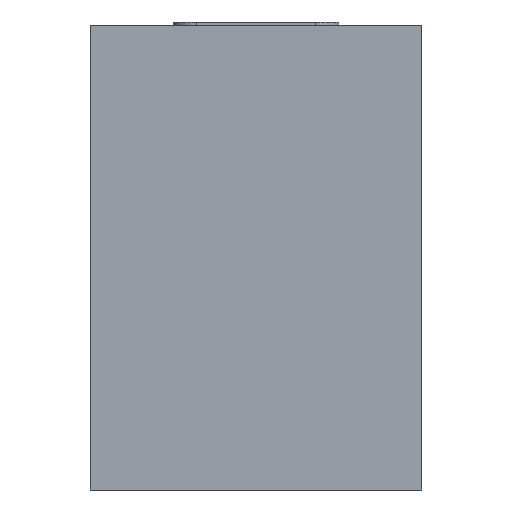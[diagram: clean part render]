
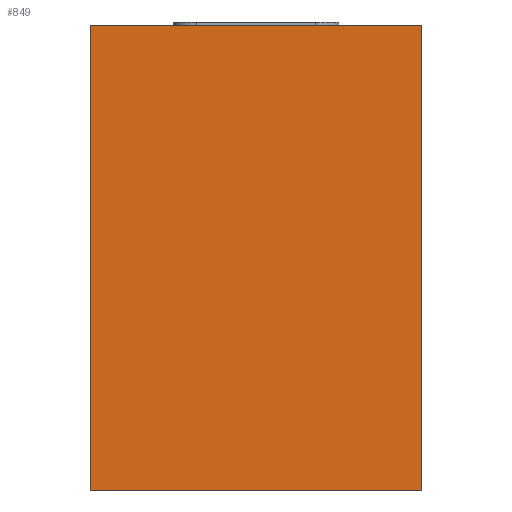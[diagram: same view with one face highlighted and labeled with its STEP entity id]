
A CAD part, left-side view. The second image highlights one B-rep face of the part: STEP entity #849.
In plain terms, the highlighted planar face has unit normal (-1, 0, 0).
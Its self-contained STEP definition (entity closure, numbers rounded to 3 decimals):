
#23=DIRECTION('',(0.,0.,1.));
#24=VECTOR('',#23,70.);
#25=CARTESIAN_POINT('',(-91.,0.,-70.));
#26=LINE('',#25,#24);
#125=DIRECTION('',(0.,1.,0.));
#126=VECTOR('',#125,50.);
#127=CARTESIAN_POINT('',(-91.,0.,0.));
#128=LINE('',#127,#126);
#165=DIRECTION('',(0.,1.,0.));
#166=VECTOR('',#165,50.);
#167=CARTESIAN_POINT('',(-91.,0.,-70.));
#168=LINE('',#167,#166);
#181=DIRECTION('',(0.,0.,1.));
#182=VECTOR('',#181,70.);
#183=CARTESIAN_POINT('',(-91.,50.,-70.));
#184=LINE('',#183,#182);
#563=CARTESIAN_POINT('',(-91.,0.,-70.));
#564=VERTEX_POINT('',#563);
#565=CARTESIAN_POINT('',(-91.,0.,0.));
#566=VERTEX_POINT('',#565);
#571=CARTESIAN_POINT('',(-91.,50.,-70.));
#572=VERTEX_POINT('',#571);
#573=CARTESIAN_POINT('',(-91.,50.,0.));
#574=VERTEX_POINT('',#573);
#836=CARTESIAN_POINT('',(-91.,0.,-70.));
#837=DIRECTION('',(-1.,0.,0.));
#838=DIRECTION('',(0.,0.,1.));
#839=AXIS2_PLACEMENT_3D('',#836,#837,#838);
#840=PLANE('',#839);
#841=ORIENTED_EDGE('',*,*,#728,.F.);
#843=ORIENTED_EDGE('',*,*,#842,.T.);
#845=ORIENTED_EDGE('',*,*,#844,.T.);
#846=ORIENTED_EDGE('',*,*,#810,.F.);
#847=EDGE_LOOP('',(#841,#843,#845,#846));
#848=FACE_OUTER_BOUND('',#847,.F.);
#728=EDGE_CURVE('',#564,#566,#26,.T.);
#810=EDGE_CURVE('',#566,#574,#128,.T.);
#842=EDGE_CURVE('',#564,#572,#168,.T.);
#844=EDGE_CURVE('',#572,#574,#184,.T.);
#849=ADVANCED_FACE('',(#848),#840,.T.);
